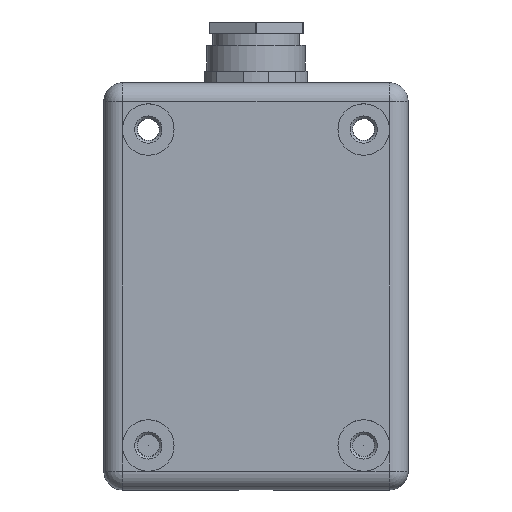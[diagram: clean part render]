
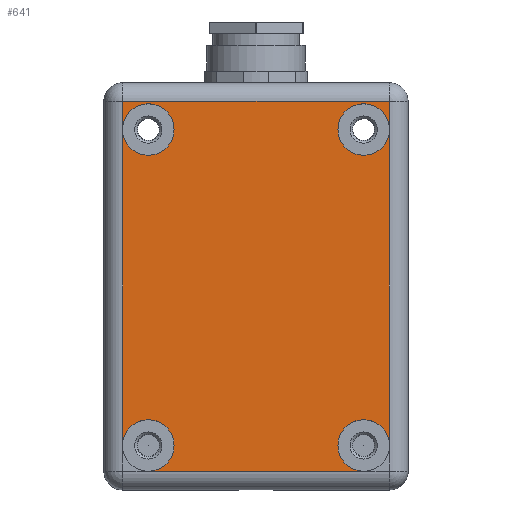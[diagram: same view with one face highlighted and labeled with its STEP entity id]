
A CAD part, top view. The second image highlights one B-rep face of the part: STEP entity #641.
In plain terms, the highlighted planar face has unit normal (0, 0, 1).
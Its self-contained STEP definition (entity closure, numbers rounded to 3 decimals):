
#440=FACE_OUTER_BOUND('',#1654,.T.);
#641=ADVANCED_FACE('',(#440),#776,.T.);
#776=PLANE('',#4095);
#1006=LINE('',#6683,#1265);
#1007=LINE('',#6685,#1266);
#1008=LINE('',#6687,#1267);
#1009=LINE('',#6690,#1268);
#1010=LINE('',#6694,#1269);
#1011=LINE('',#6698,#1270);
#1265=VECTOR('',#4915,1.);
#1266=VECTOR('',#4916,1.);
#1267=VECTOR('',#4917,1.);
#1268=VECTOR('',#4920,1.);
#1269=VECTOR('',#4923,1.);
#1270=VECTOR('',#4926,1.);
#1654=EDGE_LOOP('',(#2352,#2353,#2354,#2355,#2356,#2357,#2358,#2359,#2360,
#2361));
#2352=ORIENTED_EDGE('',*,*,#3406,.T.);
#2353=ORIENTED_EDGE('',*,*,#3407,.T.);
#2354=ORIENTED_EDGE('',*,*,#3408,.T.);
#2355=ORIENTED_EDGE('',*,*,#3409,.T.);
#2356=ORIENTED_EDGE('',*,*,#3410,.T.);
#2357=ORIENTED_EDGE('',*,*,#3411,.T.);
#2358=ORIENTED_EDGE('',*,*,#3412,.T.);
#2359=ORIENTED_EDGE('',*,*,#3413,.T.);
#2360=ORIENTED_EDGE('',*,*,#3414,.T.);
#2361=ORIENTED_EDGE('',*,*,#3415,.T.);
#2973=VERTEX_POINT('',#6682);
#2974=VERTEX_POINT('',#6684);
#2975=VERTEX_POINT('',#6686);
#2976=VERTEX_POINT('',#6688);
#2977=VERTEX_POINT('',#6691);
#2978=VERTEX_POINT('',#6693);
#2979=VERTEX_POINT('',#6695);
#2980=VERTEX_POINT('',#6697);
#3406=EDGE_CURVE('',#2973,#2973,#3729,.T.);
#3407=EDGE_CURVE('',#2973,#2974,#1006,.T.);
#3408=EDGE_CURVE('',#2974,#2975,#1007,.T.);
#3409=EDGE_CURVE('',#2975,#2976,#1008,.T.);
#3410=EDGE_CURVE('',#2976,#2976,#3730,.T.);
#3411=EDGE_CURVE('',#2976,#2977,#1009,.T.);
#3412=EDGE_CURVE('',#2977,#2978,#3731,.T.);
#3413=EDGE_CURVE('',#2978,#2979,#1010,.T.);
#3414=EDGE_CURVE('',#2979,#2980,#3732,.T.);
#3415=EDGE_CURVE('',#2980,#2973,#1011,.T.);
#3729=CIRCLE('',#4091,5.5);
#3730=CIRCLE('',#4092,5.5);
#3731=CIRCLE('',#4093,5.5);
#3732=CIRCLE('',#4094,5.5);
#4091=AXIS2_PLACEMENT_3D('',#6681,#4913,#4914);
#4092=AXIS2_PLACEMENT_3D('',#6689,#4918,#4919);
#4093=AXIS2_PLACEMENT_3D('',#6692,#4921,#4922);
#4094=AXIS2_PLACEMENT_3D('',#6696,#4924,#4925);
#4095=AXIS2_PLACEMENT_3D('',#6699,#4927,#4928);
#4913=DIRECTION('',(0.,0.,-1.));
#4914=DIRECTION('',(-1.,0.,0.));
#4915=DIRECTION('',(0.,-1.,0.));
#4916=DIRECTION('',(1.,0.,0.));
#4917=DIRECTION('',(0.,1.,0.));
#4918=DIRECTION('',(0.,0.,-1.));
#4919=DIRECTION('',(-1.,0.,0.));
#4920=DIRECTION('',(0.,1.,0.));
#4921=DIRECTION('',(0.,0.,-1.));
#4922=DIRECTION('',(-1.,0.,0.));
#4923=DIRECTION('',(-1.,0.,0.));
#4924=DIRECTION('',(0.,0.,-1.));
#4925=DIRECTION('',(-1.,0.,0.));
#4926=DIRECTION('',(0.,-1.,0.));
#4927=DIRECTION('',(0.,0.,1.));
#4928=DIRECTION('',(1.,0.,0.));
#6681=CARTESIAN_POINT('',(-23.,-33.5,6.));
#6682=CARTESIAN_POINT('',(-28.5,-33.5,6.));
#6683=CARTESIAN_POINT('',(-28.5,-43.5,6.));
#6684=CARTESIAN_POINT('',(-28.5,-39.5,6.));
#6685=CARTESIAN_POINT('',(32.5,-39.5,6.));
#6686=CARTESIAN_POINT('',(28.5,-39.5,6.));
#6687=CARTESIAN_POINT('',(28.5,43.5,6.));
#6688=CARTESIAN_POINT('',(28.5,-33.5,6.));
#6689=CARTESIAN_POINT('',(23.,-33.5,6.));
#6690=CARTESIAN_POINT('',(28.5,43.5,6.));
#6691=CARTESIAN_POINT('',(28.5,34.,6.));
#6692=CARTESIAN_POINT('',(23.,34.,6.));
#6693=CARTESIAN_POINT('',(23.,39.5,6.));
#6694=CARTESIAN_POINT('',(-32.5,39.5,6.));
#6695=CARTESIAN_POINT('',(-23.,39.5,6.));
#6696=CARTESIAN_POINT('',(-23.,34.,6.));
#6697=CARTESIAN_POINT('',(-28.5,34.,6.));
#6698=CARTESIAN_POINT('',(-28.5,-43.5,6.));
#6699=CARTESIAN_POINT('',(-32.5,43.5,6.));
